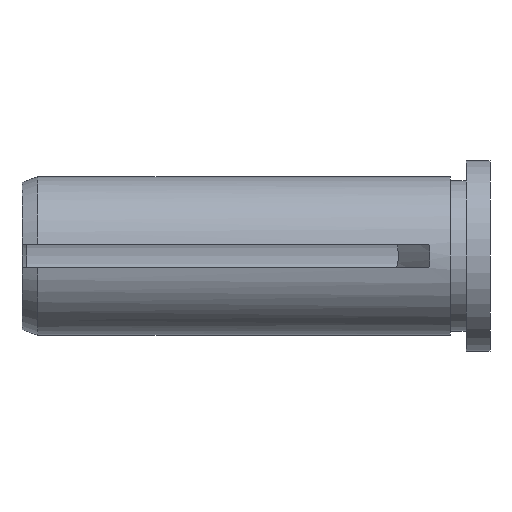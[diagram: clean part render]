
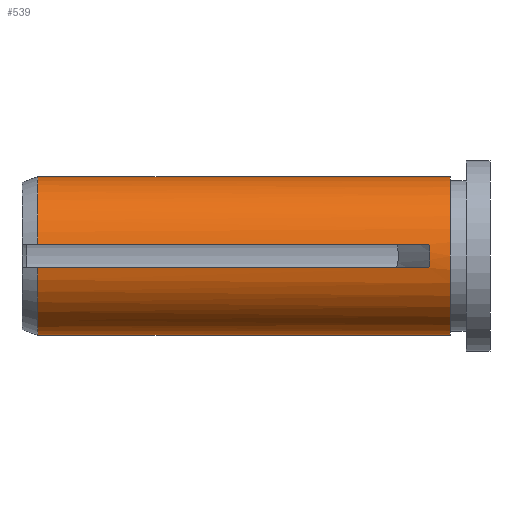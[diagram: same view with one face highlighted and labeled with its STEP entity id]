
A CAD part, front view. The second image highlights one B-rep face of the part: STEP entity #539.
In plain terms, the highlighted cylindrical face has radius 5 mm (diameter 10 mm), a partial arc.
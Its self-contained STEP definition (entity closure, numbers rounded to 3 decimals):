
#4 = B_SPLINE_CURVE_WITH_KNOTS ( 'NONE', 3,
 ( #262, #178, #260, #259 ),
 .UNSPECIFIED., .F., .F.,
 ( 4, 4 ),
 ( 0., 0.001 ),
 .UNSPECIFIED. ) ;
#25 = CARTESIAN_POINT ( 'NONE',  ( -3.85, -4.943, -0.75 ) ) ;
#42 = CARTESIAN_POINT ( 'NONE',  ( -2.5, 0., -5. ) ) ;
#50 = CARTESIAN_POINT ( 'NONE',  ( -28.5, 0., 5. ) ) ;
#63 = CARTESIAN_POINT ( 'NONE',  ( -28.5, -4.943, -0.75 ) ) ;
#65 = CARTESIAN_POINT ( 'NONE',  ( -3.85, -4.943, 0.75 ) ) ;
#80 = DIRECTION ( 'NONE',  ( 0., 0., 1. ) ) ;
#81 = DIRECTION ( 'NONE',  ( -1., 0., 0. ) ) ;
#82 = CARTESIAN_POINT ( 'NONE',  ( -33.373, -4.943, 0.75 ) ) ;
#98 = DIRECTION ( 'NONE',  ( -1., 0., 0. ) ) ;
#99 = CARTESIAN_POINT ( 'NONE',  ( -33.373, -4.943, -0.75 ) ) ;
#167 = DIRECTION ( 'NONE',  ( -1., 0., 0. ) ) ;
#174 = CARTESIAN_POINT ( 'NONE',  ( -33.373, 0., -5. ) ) ;
#178 = CARTESIAN_POINT ( 'NONE',  ( -3.785, -5.019, 0.25 ) ) ;
#187 = DIRECTION ( 'NONE',  ( -1., 0., 0. ) ) ;
#189 = CARTESIAN_POINT ( 'NONE',  ( -28.5, 0., -5. ) ) ;
#190 = CARTESIAN_POINT ( 'NONE',  ( -33.373, 0., 5. ) ) ;
#193 = CARTESIAN_POINT ( 'NONE',  ( -28.5, -4.943, 0.75 ) ) ;
#194 = DIRECTION ( 'NONE',  ( 0., 0., 1. ) ) ;
#195 = CARTESIAN_POINT ( 'NONE',  ( -2.5, 0., 5. ) ) ;
#198 = DIRECTION ( 'NONE',  ( -1., 0., 0. ) ) ;
#199 = CARTESIAN_POINT ( 'NONE',  ( -28.5, 0., 0. ) ) ;
#230 = CARTESIAN_POINT ( 'NONE',  ( -33.373, 0., 0. ) ) ;
#235 = DIRECTION ( 'NONE',  ( 0., 0., 1. ) ) ;
#237 = DIRECTION ( 'NONE',  ( -1., 0., 0. ) ) ;
#238 = CARTESIAN_POINT ( 'NONE',  ( -28.5, 0., 0. ) ) ;
#239 = DIRECTION ( 'NONE',  ( -1., 0., 0. ) ) ;
#259 = CARTESIAN_POINT ( 'NONE',  ( -3.85, -4.943, -0.75 ) ) ;
#260 = CARTESIAN_POINT ( 'NONE',  ( -3.785, -5.019, -0.25 ) ) ;
#262 = CARTESIAN_POINT ( 'NONE',  ( -3.85, -4.943, 0.75 ) ) ;
#288 = EDGE_CURVE ( 'NONE', #749, #745, #690, .T. ) ;
#292 = AXIS2_PLACEMENT_3D ( 'NONE', #199, #198, #194 ) ;
#301 = AXIS2_PLACEMENT_3D ( 'NONE', #238, #237, #235 ) ;
#313 = AXIS2_PLACEMENT_3D ( 'NONE', #230, #239, #80 ) ;
#319 = EDGE_CURVE ( 'NONE', #746, #751, #4, .T. ) ;
#336 = EDGE_CURVE ( 'NONE', #752, #735, #460, .T. ) ;
#344 = AXIS2_PLACEMENT_3D ( 'NONE', #634, #632, #631 ) ;
#345 = EDGE_CURVE ( 'NONE', #731, #730, #601, .T. ) ;
#352 = EDGE_CURVE ( 'NONE', #745, #735, #603, .T. ) ;
#358 = EDGE_CURVE ( 'NONE', #749, #731, #600, .T. ) ;
#376 = EDGE_CURVE ( 'NONE', #751, #730, #581, .T. ) ;
#377 = EDGE_CURVE ( 'NONE', #746, #752, #575, .T. ) ;
#410 = ORIENTED_EDGE ( 'NONE', *, *, #319, .T. ) ;
#416 = ORIENTED_EDGE ( 'NONE', *, *, #345, .F. ) ;
#428 = ORIENTED_EDGE ( 'NONE', *, *, #376, .T. ) ;
#436 = ORIENTED_EDGE ( 'NONE', *, *, #288, .T. ) ;
#449 = ORIENTED_EDGE ( 'NONE', *, *, #352, .T. ) ;
#451 = ORIENTED_EDGE ( 'NONE', *, *, #358, .F. ) ;
#460 = CIRCLE ( 'NONE', #301, 5. ) ;
#462 = ORIENTED_EDGE ( 'NONE', *, *, #377, .F. ) ;
#466 = ORIENTED_EDGE ( 'NONE', *, *, #336, .F. ) ;
#529 = CYLINDRICAL_SURFACE ( 'NONE', #313, 5. ) ;
#539 = ADVANCED_FACE ( 'NONE', ( #590 ), #529, .T. ) ;
#574 = VECTOR ( 'NONE', #81, 1000. ) ;
#575 = LINE ( 'NONE', #82, #574 ) ;
#581 = LINE ( 'NONE', #99, #594 ) ;
#590 = FACE_OUTER_BOUND ( 'NONE', #711, .T. ) ;
#594 = VECTOR ( 'NONE', #98, 1000. ) ;
#598 = VECTOR ( 'NONE', #167, 1000. ) ;
#600 = LINE ( 'NONE', #174, #598 ) ;
#601 = CIRCLE ( 'NONE', #292, 5. ) ;
#602 = VECTOR ( 'NONE', #187, 1000. ) ;
#603 = LINE ( 'NONE', #190, #602 ) ;
#631 = DIRECTION ( 'NONE',  ( 0., 0., 1. ) ) ;
#632 = DIRECTION ( 'NONE',  ( -1., 0., 0. ) ) ;
#634 = CARTESIAN_POINT ( 'NONE',  ( -2.5, 0., 0. ) ) ;
#690 = CIRCLE ( 'NONE', #344, 5. ) ;
#711 = EDGE_LOOP ( 'NONE', ( #451, #436, #449, #466, #462, #410, #428, #416 ) ) ;
#730 = VERTEX_POINT ( 'NONE', #63 ) ;
#731 = VERTEX_POINT ( 'NONE', #189 ) ;
#735 = VERTEX_POINT ( 'NONE', #50 ) ;
#745 = VERTEX_POINT ( 'NONE', #195 ) ;
#746 = VERTEX_POINT ( 'NONE', #65 ) ;
#749 = VERTEX_POINT ( 'NONE', #42 ) ;
#751 = VERTEX_POINT ( 'NONE', #25 ) ;
#752 = VERTEX_POINT ( 'NONE', #193 ) ;
